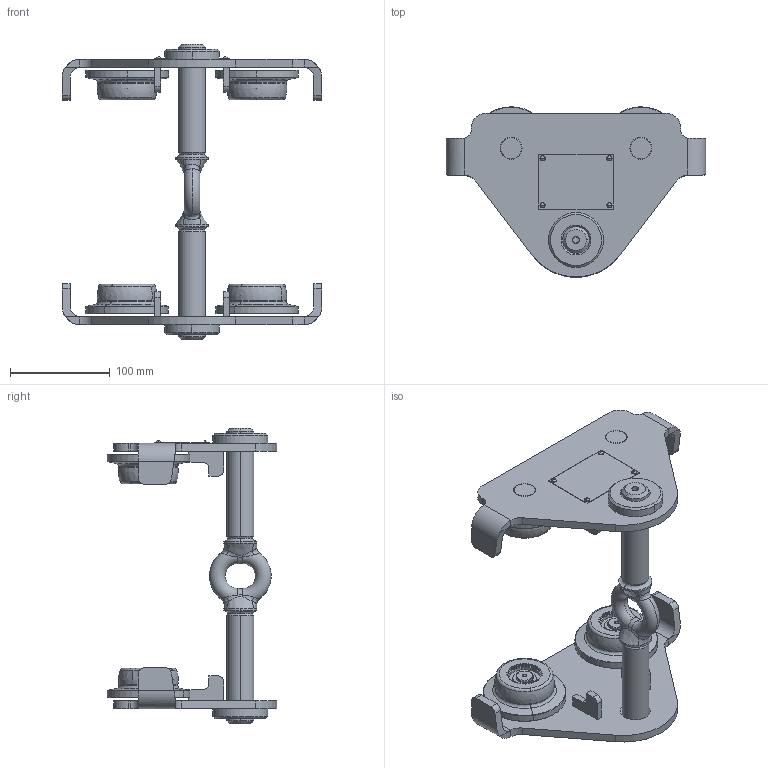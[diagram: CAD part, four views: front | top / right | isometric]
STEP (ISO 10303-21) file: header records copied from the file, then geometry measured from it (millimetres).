
FILE_DESCRIPTION (( 'STEP AP203' ), '1' );
FILE_NAME ('HTP 0,5t.STEP', '2012-07-19T07:33:28', ( 'Yale Industrial Products GmbH' ), ( 'Yale Industrial Products GmbH' ), 'SwSTEP 2.0', 'SolidWorks 2011', '' );
FILE_SCHEMA (( 'CONFIG_CONTROL_DESIGN' ));
Length unit declared in the file: millimetre
Products named in the file (1): HTP 0,5t
Bounding box: 260 x 170.31 x 296 mm (x, y, z)
Surface area: 243094.8 mm2 (no closed solid volume)
Topology: 0 solids, 38 shells, 405 faces, 1070 edges, 704 vertices
Faces by surface type: cylinder 146, plane 111, cone 76, torus 32, bspline 24, sphere 16
Entity records: 14862 total; most frequent: CARTESIAN_POINT 4684, DIRECTION 2304, ORIENTED_EDGE 1904, EDGE_CURVE 1050, AXIS2_PLACEMENT_3D 944, VERTEX_POINT 692, CIRCLE 562, EDGE_LOOP 461
